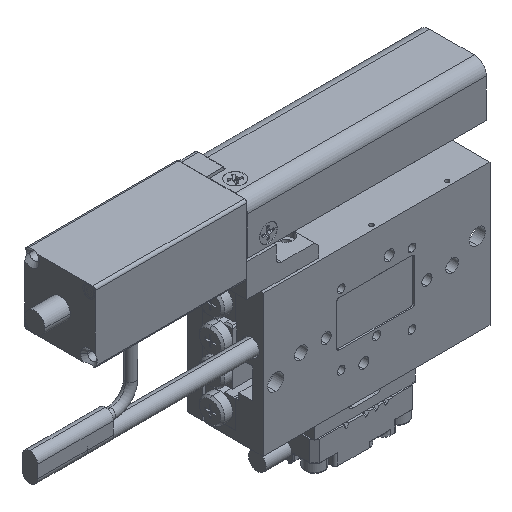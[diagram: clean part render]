
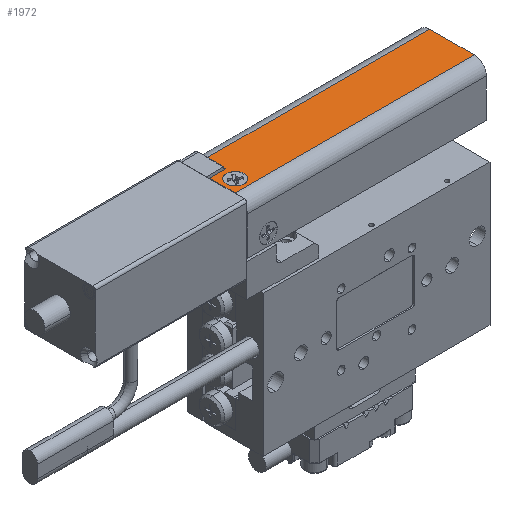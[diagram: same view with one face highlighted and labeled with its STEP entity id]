
A CAD part, isometric view. The second image highlights one B-rep face of the part: STEP entity #1972.
In plain terms, the highlighted face is planar.
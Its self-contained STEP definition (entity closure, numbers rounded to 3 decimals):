
#1028 = CARTESIAN_POINT ( 'NONE',  ( -11.31, -8., 2.45 ) ) ;
#1272 = AXIS2_PLACEMENT_3D ( 'NONE', #1028, #3729, #22684 ) ;
#1776 = LINE ( 'NONE', #16613, #41788 ) ;
#1972 = ADVANCED_FACE ( 'NONE', ( #20076, #16177 ), #5006, .F. ) ;
#2336 = EDGE_CURVE ( 'NONE', #39794, #28020, #38285, .T. ) ;
#2689 = VERTEX_POINT ( 'NONE', #38881 ) ;
#3729 = DIRECTION ( 'NONE',  ( -1., 0., 0. ) ) ;
#4556 = ORIENTED_EDGE ( 'NONE', *, *, #9531, .F. ) ;
#5006 = PLANE ( 'NONE',  #5340 ) ;
#5340 = AXIS2_PLACEMENT_3D ( 'NONE', #39295, #8634, #19839 ) ;
#5658 = VECTOR ( 'NONE', #47596, 1000. ) ;
#6541 = CARTESIAN_POINT ( 'NONE',  ( -11.31, -10.4, 47.4 ) ) ;
#7566 = CIRCLE ( 'NONE', #37839, 1.778 ) ;
#7962 = CARTESIAN_POINT ( 'NONE',  ( -11.31, -10.4, 47.4 ) ) ;
#8634 = DIRECTION ( 'NONE',  ( 1., 0., 0. ) ) ;
#9531 = EDGE_CURVE ( 'NONE', #15730, #28020, #24934, .T. ) ;
#9569 = ORIENTED_EDGE ( 'NONE', *, *, #28005, .F. ) ;
#9814 = CIRCLE ( 'NONE', #1272, 1.778 ) ;
#9818 = ORIENTED_EDGE ( 'NONE', *, *, #17178, .F. ) ;
#10758 = VECTOR ( 'NONE', #25489, 1000. ) ;
#11694 = VECTOR ( 'NONE', #42153, 1000. ) ;
#12953 = CARTESIAN_POINT ( 'NONE',  ( -11.31, -1.6, 47.4 ) ) ;
#12961 = DIRECTION ( 'NONE',  ( 0., -1., 0. ) ) ;
#14561 = DIRECTION ( 'NONE',  ( 0., -1., 0. ) ) ;
#14603 = VECTOR ( 'NONE', #17618, 1000. ) ;
#14801 = EDGE_CURVE ( 'NONE', #35553, #30387, #9814, .T. ) ;
#15730 = VERTEX_POINT ( 'NONE', #21371 ) ;
#16177 = FACE_OUTER_BOUND ( 'NONE', #31647, .T. ) ;
#16610 = EDGE_CURVE ( 'NONE', #39794, #25803, #1776, .T. ) ;
#16613 = CARTESIAN_POINT ( 'NONE',  ( -11.31, -1.6, 47.4 ) ) ;
#17178 = EDGE_CURVE ( 'NONE', #25803, #2689, #41297, .T. ) ;
#17443 = LINE ( 'NONE', #43469, #5658 ) ;
#17618 = DIRECTION ( 'NONE',  ( 0., 1., 0. ) ) ;
#18057 = CARTESIAN_POINT ( 'NONE',  ( -11.31, -8., 4.228 ) ) ;
#18509 = CARTESIAN_POINT ( 'NONE',  ( -11.31, -5.39, 0. ) ) ;
#18703 = DIRECTION ( 'NONE',  ( -1., 0., 0. ) ) ;
#18989 = VERTEX_POINT ( 'NONE', #18509 ) ;
#19839 = DIRECTION ( 'NONE',  ( 0., 1., 0. ) ) ;
#20076 = FACE_BOUND ( 'NONE', #33557, .T. ) ;
#20360 = ORIENTED_EDGE ( 'NONE', *, *, #48006, .T. ) ;
#21371 = CARTESIAN_POINT ( 'NONE',  ( -11.31, -5.39, 3.2 ) ) ;
#21666 = VECTOR ( 'NONE', #14561, 1000. ) ;
#22684 = DIRECTION ( 'NONE',  ( 0., 0., 1. ) ) ;
#24934 = LINE ( 'NONE', #33594, #14603 ) ;
#25489 = DIRECTION ( 'NONE',  ( 0., 0., -1. ) ) ;
#25803 = VERTEX_POINT ( 'NONE', #6541 ) ;
#26006 = CARTESIAN_POINT ( 'NONE',  ( -11.31, -1.6, 47.4 ) ) ;
#26459 = DIRECTION ( 'NONE',  ( 0., 0., 1. ) ) ;
#26695 = CARTESIAN_POINT ( 'NONE',  ( -11.31, -8., 2.45 ) ) ;
#28005 = EDGE_CURVE ( 'NONE', #30387, #35553, #7566, .T. ) ;
#28020 = VERTEX_POINT ( 'NONE', #44237 ) ;
#30387 = VERTEX_POINT ( 'NONE', #32773 ) ;
#31034 = ORIENTED_EDGE ( 'NONE', *, *, #16610, .F. ) ;
#31647 = EDGE_LOOP ( 'NONE', ( #4556, #20360, #47127, #9818, #31034, #46958 ) ) ;
#32773 = CARTESIAN_POINT ( 'NONE',  ( -11.31, -8., 0.672 ) ) ;
#33557 = EDGE_LOOP ( 'NONE', ( #36553, #9569 ) ) ;
#33594 = CARTESIAN_POINT ( 'NONE',  ( -11.31, 0.81, 3.2 ) ) ;
#35553 = VERTEX_POINT ( 'NONE', #18057 ) ;
#36553 = ORIENTED_EDGE ( 'NONE', *, *, #14801, .F. ) ;
#37392 = EDGE_CURVE ( 'NONE', #18989, #2689, #43523, .T. ) ;
#37839 = AXIS2_PLACEMENT_3D ( 'NONE', #26695, #18703, #26459 ) ;
#38285 = LINE ( 'NONE', #12953, #11694 ) ;
#38881 = CARTESIAN_POINT ( 'NONE',  ( -11.31, -10.4, 0. ) ) ;
#39295 = CARTESIAN_POINT ( 'NONE',  ( -11.31, -1.6, 47.4 ) ) ;
#39794 = VERTEX_POINT ( 'NONE', #26006 ) ;
#41297 = LINE ( 'NONE', #7962, #10758 ) ;
#41788 = VECTOR ( 'NONE', #12961, 1000. ) ;
#42153 = DIRECTION ( 'NONE',  ( 0., 0., -1. ) ) ;
#43469 = CARTESIAN_POINT ( 'NONE',  ( -11.31, -5.39, 3.2 ) ) ;
#43523 = LINE ( 'NONE', #44240, #21666 ) ;
#44237 = CARTESIAN_POINT ( 'NONE',  ( -11.31, -1.6, 3.2 ) ) ;
#44240 = CARTESIAN_POINT ( 'NONE',  ( -11.31, -1.6, 0. ) ) ;
#46958 = ORIENTED_EDGE ( 'NONE', *, *, #2336, .T. ) ;
#47127 = ORIENTED_EDGE ( 'NONE', *, *, #37392, .T. ) ;
#47596 = DIRECTION ( 'NONE',  ( 0., 0., -1. ) ) ;
#48006 = EDGE_CURVE ( 'NONE', #15730, #18989, #17443, .T. ) ;
